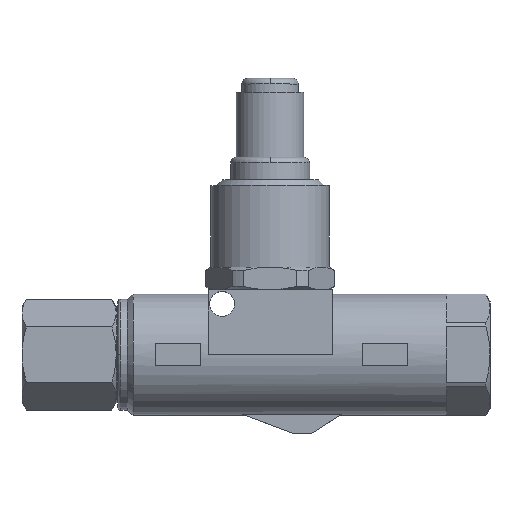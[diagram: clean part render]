
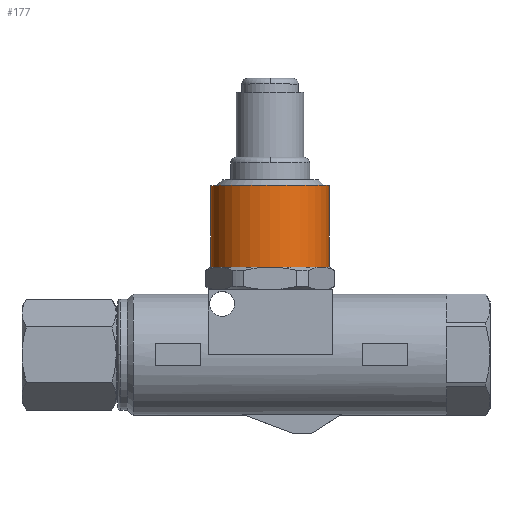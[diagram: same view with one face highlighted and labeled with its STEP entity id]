
A CAD part, top view. The second image highlights one B-rep face of the part: STEP entity #177.
In plain terms, the highlighted cylindrical face has radius 10.5 mm (diameter 21 mm), a partial arc.
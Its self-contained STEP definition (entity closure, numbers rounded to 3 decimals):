
#177=ADVANCED_FACE('',(#469),#470,.T.);
#469=FACE_OUTER_BOUND('',#820,.T.);
#470=CYLINDRICAL_SURFACE('',#821,10.5);
#820=EDGE_LOOP('',(#1807,#1808,#1809,#1810,#1811,#1812,#1813));
#821=AXIS2_PLACEMENT_3D('',#1814,#1815,#1816);
#1807=ORIENTED_EDGE('',*,*,#2508,.F.);
#1808=ORIENTED_EDGE('',*,*,#2509,.T.);
#1809=ORIENTED_EDGE('',*,*,#2510,.T.);
#1810=ORIENTED_EDGE('',*,*,#2511,.T.);
#1811=ORIENTED_EDGE('',*,*,#2512,.T.);
#1812=ORIENTED_EDGE('',*,*,#2513,.F.);
#1813=ORIENTED_EDGE('',*,*,#2514,.F.);
#1814=CARTESIAN_POINT('',(0.0,21.75,0.0));
#1815=DIRECTION('',(0.0,1.0,0.0));
#1816=DIRECTION('',(-1.0,0.0,0.0));
#2508=EDGE_CURVE('',#3085,#3086,#3087,.T.);
#2509=EDGE_CURVE('',#3085,#3088,#3089,.T.);
#2510=EDGE_CURVE('',#3088,#3090,#3091,.T.);
#2511=EDGE_CURVE('',#3090,#3092,#3093,.T.);
#2512=EDGE_CURVE('',#3092,#3094,#3095,.T.);
#2513=EDGE_CURVE('',#3096,#3094,#3097,.T.);
#2514=EDGE_CURVE('',#3086,#3096,#3098,.T.);
#3085=VERTEX_POINT('',#4253);
#3086=VERTEX_POINT('',#4254);
#3087=LINE('',#4255,#4256);
#3088=VERTEX_POINT('',#4257);
#3089=CIRCLE('',#4258,10.5);
#3090=VERTEX_POINT('',#4259);
#3091=CIRCLE('',#4260,10.5);
#3092=VERTEX_POINT('',#4261);
#3093=CIRCLE('',#4262,10.5);
#3094=VERTEX_POINT('',#4263);
#3095=CIRCLE('',#4264,10.5);
#3096=VERTEX_POINT('',#4265);
#3097=LINE('',#4266,#4267);
#3098=CIRCLE('',#4268,10.5);
#4253=CARTESIAN_POINT('',(-10.5,15.5,0.));
#4254=CARTESIAN_POINT('',(-10.5,30.0,0.0));
#4255=CARTESIAN_POINT('',(-10.5,21.75,0.));
#4256=VECTOR('',#5212,1.0);
#4257=CARTESIAN_POINT('',(-9.093,15.5,5.25));
#4258=AXIS2_PLACEMENT_3D('',#5213,#5214,#5215);
#4259=CARTESIAN_POINT('',(0.,15.5,10.5));
#4260=AXIS2_PLACEMENT_3D('',#5216,#5217,#5218);
#4261=CARTESIAN_POINT('',(9.093,15.5,5.25));
#4262=AXIS2_PLACEMENT_3D('',#5219,#5220,#5221);
#4263=CARTESIAN_POINT('',(10.5,15.5,0.));
#4264=AXIS2_PLACEMENT_3D('',#5222,#5223,#5224);
#4265=CARTESIAN_POINT('',(10.5,30.0,0.));
#4266=CARTESIAN_POINT('',(10.5,21.75,0.));
#4267=VECTOR('',#5225,1.0);
#4268=AXIS2_PLACEMENT_3D('',#5226,#5227,#5228);
#5212=DIRECTION('',(0.0,1.0,0.0));
#5213=CARTESIAN_POINT('',(0.0,15.5,0.0));
#5214=DIRECTION('',(0.0,1.0,0.0));
#5215=DIRECTION('',(-1.0,0.0,0.0));
#5216=CARTESIAN_POINT('',(0.0,15.5,0.0));
#5217=DIRECTION('',(0.0,1.0,0.0));
#5218=DIRECTION('',(-1.0,0.0,0.0));
#5219=CARTESIAN_POINT('',(0.0,15.5,0.0));
#5220=DIRECTION('',(0.0,1.0,0.0));
#5221=DIRECTION('',(-1.0,0.0,0.0));
#5222=CARTESIAN_POINT('',(0.0,15.5,0.0));
#5223=DIRECTION('',(0.0,1.0,0.0));
#5224=DIRECTION('',(-1.0,0.0,0.0));
#5225=DIRECTION('',(-0.0,-1.0,-0.0));
#5226=CARTESIAN_POINT('',(0.0,30.0,0.0));
#5227=DIRECTION('',(0.0,1.0,0.0));
#5228=DIRECTION('',(-1.0,0.0,0.0));
